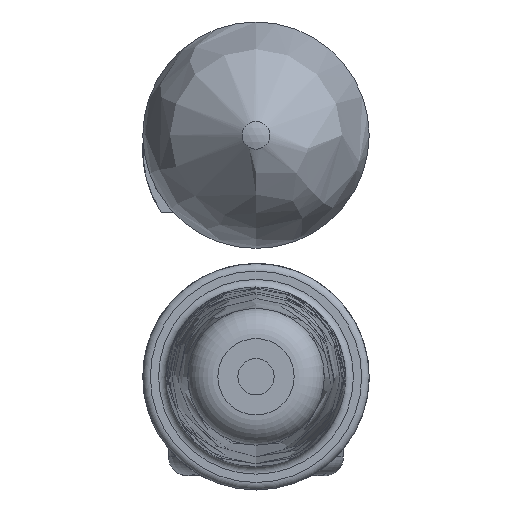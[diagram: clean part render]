
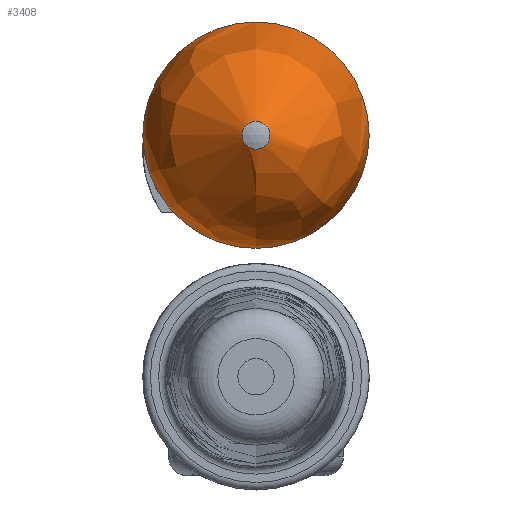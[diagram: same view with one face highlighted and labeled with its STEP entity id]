
A CAD part, front view. The second image highlights one B-rep face of the part: STEP entity #3408.
In plain terms, the highlighted free-form (B-spline) face has degree [2, 2] with [3, 9] control points.
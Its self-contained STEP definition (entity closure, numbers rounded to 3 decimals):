
#20=(
BOUNDED_SURFACE()
B_SPLINE_SURFACE(2,2,((#6172,#6173,#6174,#6175,#6176,#6177,#6178,#6179,
#6180),(#6181,#6182,#6183,#6184,#6185,#6186,#6187,#6188,#6189),(#6190,#6191,
#6192,#6193,#6194,#6195,#6196,#6197,#6198)),.UNSPECIFIED.,.F.,.T.,.F.)
B_SPLINE_SURFACE_WITH_KNOTS((3,3),(3,2,2,2,3),(-1.193,0.),
(-3.142,-1.571,0.,1.571,3.142),
 .UNSPECIFIED.)
GEOMETRIC_REPRESENTATION_ITEM()
RATIONAL_B_SPLINE_SURFACE(((1.,0.707,1.,0.707,1.,
0.707,1.,0.707,1.),(0.827,0.585,
0.827,0.585,0.827,0.585,
0.827,0.585,0.827),(1.,0.707,
1.,0.707,1.,0.707,1.,0.707,1.)))
REPRESENTATION_ITEM('')
SURFACE()
);
#239=CIRCLE('',#3720,7.5);
#240=CIRCLE('',#3721,7.5);
#242=CIRCLE('',#3724,0.921);
#243=CIRCLE('',#3725,0.921);
#244=CIRCLE('',#3726,10.417);
#437=FACE_OUTER_BOUND('',#638,.T.);
#638=EDGE_LOOP('',(#3040,#3041,#3042,#3043,#3044,#3045));
#1617=VERTEX_POINT('',#6102);
#1618=VERTEX_POINT('',#6104);
#1621=VERTEX_POINT('',#6168);
#1622=VERTEX_POINT('',#6169);
#2093=EDGE_CURVE('',#1617,#1618,#239,.T.);
#2094=EDGE_CURVE('',#1618,#1617,#240,.T.);
#2097=EDGE_CURVE('',#1621,#1622,#242,.T.);
#2098=EDGE_CURVE('',#1622,#1621,#243,.T.);
#2099=EDGE_CURVE('',#1617,#1622,#244,.T.);
#3040=ORIENTED_EDGE('',*,*,#2094,.F.);
#3041=ORIENTED_EDGE('',*,*,#2093,.F.);
#3042=ORIENTED_EDGE('',*,*,#2099,.T.);
#3043=ORIENTED_EDGE('',*,*,#2098,.T.);
#3044=ORIENTED_EDGE('',*,*,#2097,.T.);
#3045=ORIENTED_EDGE('',*,*,#2099,.F.);
#3408=ADVANCED_FACE('',(#437),#20,.F.);
#3720=AXIS2_PLACEMENT_3D('',#6105,#4612,#4613);
#3721=AXIS2_PLACEMENT_3D('',#6106,#4614,#4615);
#3724=AXIS2_PLACEMENT_3D('',#6170,#4620,#4621);
#3725=AXIS2_PLACEMENT_3D('',#6171,#4622,#4623);
#3726=AXIS2_PLACEMENT_3D('',#6199,#4624,#4625);
#4612=DIRECTION('center_axis',(0.,1.,0.));
#4613=DIRECTION('ref_axis',(1.,0.,0.));
#4614=DIRECTION('center_axis',(0.,1.,0.));
#4615=DIRECTION('ref_axis',(1.,0.,0.));
#4620=DIRECTION('center_axis',(0.,1.,0.));
#4621=DIRECTION('ref_axis',(1.,0.,0.));
#4622=DIRECTION('center_axis',(0.,1.,0.));
#4623=DIRECTION('ref_axis',(1.,0.,0.));
#4624=DIRECTION('center_axis',(-1.,0.,0.));
#4625=DIRECTION('ref_axis',(0.,0.,-1.));
#6102=CARTESIAN_POINT('',(0.,0.,8.5));
#6104=CARTESIAN_POINT('',(0.,0.,23.5));
#6105=CARTESIAN_POINT('Origin',(0.,0.,16.));
#6106=CARTESIAN_POINT('Origin',(0.,0.,16.));
#6168=CARTESIAN_POINT('',(0.,-9.684,16.921));
#6169=CARTESIAN_POINT('',(0.,-9.684,15.079));
#6170=CARTESIAN_POINT('Origin',(0.,-9.684,16.));
#6171=CARTESIAN_POINT('Origin',(0.,-9.684,16.));
#6172=CARTESIAN_POINT('Ctrl Pts',(0.,-9.684,15.079));
#6173=CARTESIAN_POINT('Ctrl Pts',(-0.921,-9.684,
15.079));
#6174=CARTESIAN_POINT('Ctrl Pts',(-0.921,-9.684,
16.));
#6175=CARTESIAN_POINT('Ctrl Pts',(-0.921,-9.684,
16.921));
#6176=CARTESIAN_POINT('Ctrl Pts',(0.,-9.684,16.921));
#6177=CARTESIAN_POINT('Ctrl Pts',(0.921,-9.684,16.921));
#6178=CARTESIAN_POINT('Ctrl Pts',(0.921,-9.684,16.));
#6179=CARTESIAN_POINT('Ctrl Pts',(0.921,-9.684,15.079));
#6180=CARTESIAN_POINT('Ctrl Pts',(0.,-9.684,15.079));
#6181=CARTESIAN_POINT('Ctrl Pts',(0.,-7.077,8.5));
#6182=CARTESIAN_POINT('Ctrl Pts',(-7.5,-7.077,8.5));
#6183=CARTESIAN_POINT('Ctrl Pts',(-7.5,-7.077,16.));
#6184=CARTESIAN_POINT('Ctrl Pts',(-7.5,-7.077,23.5));
#6185=CARTESIAN_POINT('Ctrl Pts',(0.,-7.077,23.5));
#6186=CARTESIAN_POINT('Ctrl Pts',(7.5,-7.077,23.5));
#6187=CARTESIAN_POINT('Ctrl Pts',(7.5,-7.077,16.));
#6188=CARTESIAN_POINT('Ctrl Pts',(7.5,-7.077,8.5));
#6189=CARTESIAN_POINT('Ctrl Pts',(0.,-7.077,8.5));
#6190=CARTESIAN_POINT('Ctrl Pts',(0.,0.,8.5));
#6191=CARTESIAN_POINT('Ctrl Pts',(-7.5,0.,8.5));
#6192=CARTESIAN_POINT('Ctrl Pts',(-7.5,0.,16.));
#6193=CARTESIAN_POINT('Ctrl Pts',(-7.5,0.,23.5));
#6194=CARTESIAN_POINT('Ctrl Pts',(0.,0.,23.5));
#6195=CARTESIAN_POINT('Ctrl Pts',(7.5,0.,23.5));
#6196=CARTESIAN_POINT('Ctrl Pts',(7.5,0.,16.));
#6197=CARTESIAN_POINT('Ctrl Pts',(7.5,0.,8.5));
#6198=CARTESIAN_POINT('Ctrl Pts',(0.,0.,8.5));
#6199=CARTESIAN_POINT('Origin',(0.,0.,18.917));
